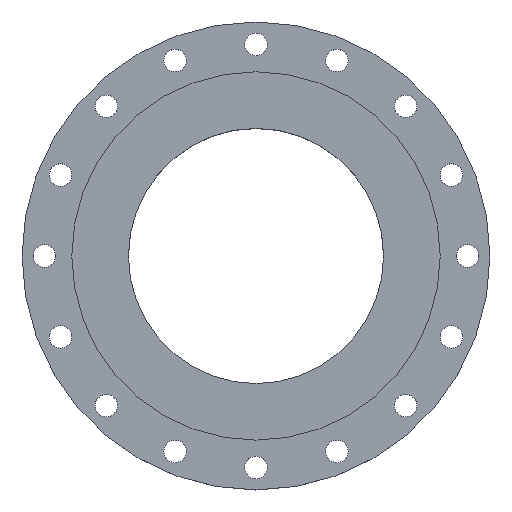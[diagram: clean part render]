
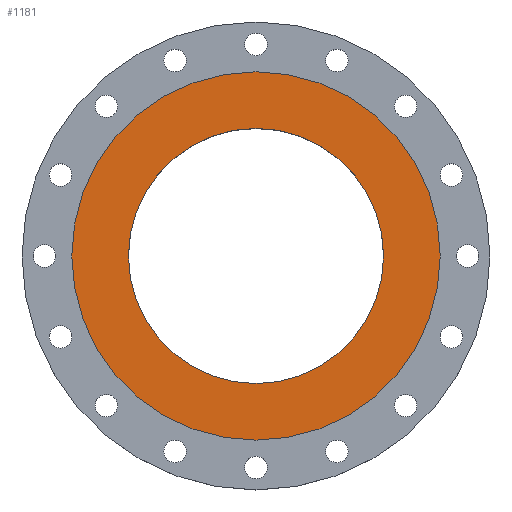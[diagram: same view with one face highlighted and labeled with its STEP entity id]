
A CAD part, top view. The second image highlights one B-rep face of the part: STEP entity #1181.
In plain terms, the highlighted planar face has unit normal (0, 0, 1).
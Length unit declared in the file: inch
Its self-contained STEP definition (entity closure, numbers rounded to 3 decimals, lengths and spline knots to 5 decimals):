
#15 = DIRECTION ( 'NONE',  ( 0., 0., 1. ) ) ;
#18 = CARTESIAN_POINT ( 'NONE',  ( -6.40625, 0., 0. ) ) ;
#27 = CIRCLE ( 'NONE', #496, 6.40625 ) ;
#38 = DIRECTION ( 'NONE',  ( -1., 0., 0. ) ) ;
#142 = CIRCLE ( 'NONE', #928, 9.25 ) ;
#152 = CARTESIAN_POINT ( 'NONE',  ( -9.25, 0., 0. ) ) ;
#215 = DIRECTION ( 'NONE',  ( 1., 0., 0. ) ) ;
#341 = CARTESIAN_POINT ( 'NONE',  ( 0., 0., 0. ) ) ;
#388 = VERTEX_POINT ( 'NONE', #152 ) ;
#405 = AXIS2_PLACEMENT_3D ( 'NONE', #1017, #1719, #458 ) ;
#437 = EDGE_CURVE ( 'NONE', #1208, #1563, #1269, .T. ) ;
#458 = DIRECTION ( 'NONE',  ( 1., 0., 0. ) ) ;
#496 = AXIS2_PLACEMENT_3D ( 'NONE', #600, #1274, #589 ) ;
#500 = ORIENTED_EDGE ( 'NONE', *, *, #437, .F. ) ;
#539 = VERTEX_POINT ( 'NONE', #1423 ) ;
#579 = AXIS2_PLACEMENT_3D ( 'NONE', #828, #15, #1237 ) ;
#588 = CARTESIAN_POINT ( 'NONE',  ( 6.40625, 0., 0. ) ) ;
#589 = DIRECTION ( 'NONE',  ( 1., 0., 0. ) ) ;
#600 = CARTESIAN_POINT ( 'NONE',  ( 0., 0., 0. ) ) ;
#618 = EDGE_CURVE ( 'NONE', #539, #388, #872, .T. ) ;
#828 = CARTESIAN_POINT ( 'NONE',  ( 0., 0., 0. ) ) ;
#842 = ORIENTED_EDGE ( 'NONE', *, *, #939, .F. ) ;
#872 = CIRCLE ( 'NONE', #579, 9.25 ) ;
#928 = AXIS2_PLACEMENT_3D ( 'NONE', #341, #1751, #215 ) ;
#939 = EDGE_CURVE ( 'NONE', #1563, #1208, #27, .T. ) ;
#995 = EDGE_LOOP ( 'NONE', ( #500, #842 ) ) ;
#1017 = CARTESIAN_POINT ( 'NONE',  ( 0., 0., 0. ) ) ;
#1077 = ORIENTED_EDGE ( 'NONE', *, *, #618, .T. ) ;
#1141 = DIRECTION ( 'NONE',  ( 0., 0., -1. ) ) ;
#1181 = ADVANCED_FACE ( 'NONE', ( #1262, #1676 ), #1670, .F. ) ;
#1208 = VERTEX_POINT ( 'NONE', #588 ) ;
#1217 = EDGE_LOOP ( 'NONE', ( #1077, #1726 ) ) ;
#1237 = DIRECTION ( 'NONE',  ( 1., 0., 0. ) ) ;
#1262 = FACE_BOUND ( 'NONE', #995, .T. ) ;
#1269 = CIRCLE ( 'NONE', #405, 6.40625 ) ;
#1274 = DIRECTION ( 'NONE',  ( 0., 0., 1. ) ) ;
#1414 = AXIS2_PLACEMENT_3D ( 'NONE', #1560, #1141, #38 ) ;
#1423 = CARTESIAN_POINT ( 'NONE',  ( 9.25, 0., 0. ) ) ;
#1560 = CARTESIAN_POINT ( 'NONE',  ( 0., 6.40625, 0. ) ) ;
#1563 = VERTEX_POINT ( 'NONE', #18 ) ;
#1606 = EDGE_CURVE ( 'NONE', #388, #539, #142, .T. ) ;
#1670 = PLANE ( 'NONE',  #1414 ) ;
#1676 = FACE_OUTER_BOUND ( 'NONE', #1217, .T. ) ;
#1719 = DIRECTION ( 'NONE',  ( 0., 0., 1. ) ) ;
#1726 = ORIENTED_EDGE ( 'NONE', *, *, #1606, .T. ) ;
#1751 = DIRECTION ( 'NONE',  ( 0., 0., 1. ) ) ;
